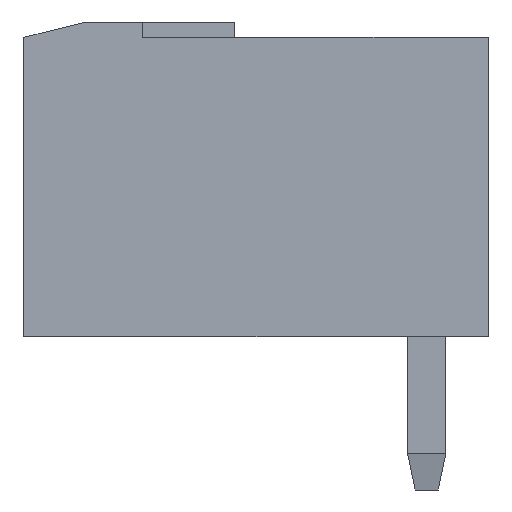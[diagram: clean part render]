
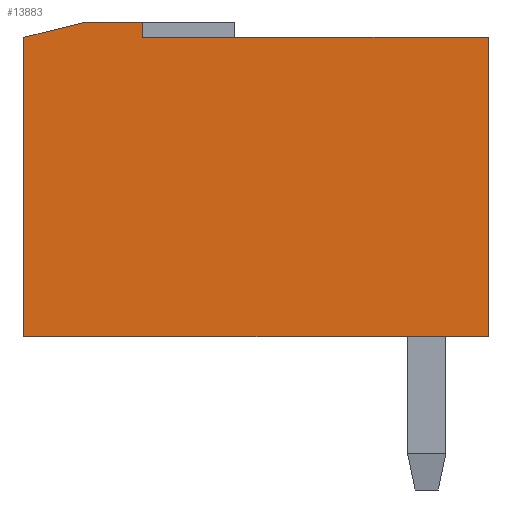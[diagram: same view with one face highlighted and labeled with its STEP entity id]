
A CAD part, left-side view. The second image highlights one B-rep face of the part: STEP entity #13883.
In plain terms, the highlighted planar face has unit normal (-1, 0, 0).
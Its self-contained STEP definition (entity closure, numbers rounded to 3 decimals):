
#918 = VECTOR ( 'NONE', #23458, 1000. ) ;
#2570 = CARTESIAN_POINT ( 'NONE',  ( -4.3, 10.5, 8.2 ) ) ;
#4000 = AXIS2_PLACEMENT_3D ( 'NONE', #41860, #20806, #11168 ) ;
#4156 = EDGE_CURVE ( 'NONE', #28233, #44209, #41620, .T. ) ;
#4157 = LINE ( 'NONE', #23949, #4366 ) ;
#4366 = VECTOR ( 'NONE', #10697, 1000. ) ;
#4844 = CARTESIAN_POINT ( 'NONE',  ( -4.3, 10.5, 8.2 ) ) ;
#5729 = CARTESIAN_POINT ( 'NONE',  ( -4.3, -8.907, 0. ) ) ;
#5800 = EDGE_CURVE ( 'NONE', #28233, #25178, #26641, .T. ) ;
#7755 = LINE ( 'NONE', #4844, #23303 ) ;
#8522 = ORIENTED_EDGE ( 'NONE', *, *, #8811, .T. ) ;
#8811 = EDGE_CURVE ( 'NONE', #14850, #18880, #7755, .T. ) ;
#9935 = ORIENTED_EDGE ( 'NONE', *, *, #5800, .F. ) ;
#10697 = DIRECTION ( 'NONE',  ( 0., 1., 0. ) ) ;
#10705 = FACE_OUTER_BOUND ( 'NONE', #18882, .T. ) ;
#10926 = VECTOR ( 'NONE', #23803, 1000. ) ;
#11168 = DIRECTION ( 'NONE',  ( 0., 0., 1. ) ) ;
#13804 = CARTESIAN_POINT ( 'NONE',  ( -4.3, 9., 7.8 ) ) ;
#13883 = ADVANCED_FACE ( 'NONE', ( #10705 ), #38478, .T. ) ;
#13967 = CARTESIAN_POINT ( 'NONE',  ( -4.3, 12.1, 0. ) ) ;
#14293 = VECTOR ( 'NONE', #28497, 1000. ) ;
#14850 = VERTEX_POINT ( 'NONE', #2570 ) ;
#18880 = VERTEX_POINT ( 'NONE', #24154 ) ;
#18882 = EDGE_LOOP ( 'NONE', ( #9935, #19607, #35592, #20141, #25847, #8522, #31103 ) ) ;
#19023 = EDGE_CURVE ( 'NONE', #44209, #24290, #39519, .T. ) ;
#19607 = ORIENTED_EDGE ( 'NONE', *, *, #4156, .T. ) ;
#20141 = ORIENTED_EDGE ( 'NONE', *, *, #22177, .T. ) ;
#20321 = VECTOR ( 'NONE', #35459, 1000. ) ;
#20806 = DIRECTION ( 'NONE',  ( -1., 0., 0. ) ) ;
#20926 = VERTEX_POINT ( 'NONE', #41273 ) ;
#22177 = EDGE_CURVE ( 'NONE', #24290, #20926, #30551, .T. ) ;
#23091 = EDGE_CURVE ( 'NONE', #25178, #18880, #27468, .T. ) ;
#23303 = VECTOR ( 'NONE', #42772, 1000. ) ;
#23458 = DIRECTION ( 'NONE',  ( 0., 1., 0. ) ) ;
#23803 = DIRECTION ( 'NONE',  ( 0., 0., 1. ) ) ;
#23949 = CARTESIAN_POINT ( 'NONE',  ( -4.3, 9., 8.2 ) ) ;
#24154 = CARTESIAN_POINT ( 'NONE',  ( -4.3, 12.1, 7.8 ) ) ;
#24290 = VERTEX_POINT ( 'NONE', #24735 ) ;
#24735 = CARTESIAN_POINT ( 'NONE',  ( -4.3, 9., 7.8 ) ) ;
#25178 = VERTEX_POINT ( 'NONE', #13967 ) ;
#25847 = ORIENTED_EDGE ( 'NONE', *, *, #39823, .T. ) ;
#26641 = LINE ( 'NONE', #5729, #918 ) ;
#27468 = LINE ( 'NONE', #34230, #10926 ) ;
#27503 = CARTESIAN_POINT ( 'NONE',  ( -4.3, 0., 0. ) ) ;
#28233 = VERTEX_POINT ( 'NONE', #27503 ) ;
#28497 = DIRECTION ( 'NONE',  ( 0., 1., 0. ) ) ;
#28934 = CARTESIAN_POINT ( 'NONE',  ( -4.3, -8.907, 7.8 ) ) ;
#30551 = LINE ( 'NONE', #13804, #43299 ) ;
#31103 = ORIENTED_EDGE ( 'NONE', *, *, #23091, .F. ) ;
#31879 = CARTESIAN_POINT ( 'NONE',  ( -4.3, 0., 0. ) ) ;
#34230 = CARTESIAN_POINT ( 'NONE',  ( -4.3, 12.1, 0. ) ) ;
#35459 = DIRECTION ( 'NONE',  ( 0., 0., 1. ) ) ;
#35592 = ORIENTED_EDGE ( 'NONE', *, *, #19023, .T. ) ;
#38478 = PLANE ( 'NONE',  #4000 ) ;
#39519 = LINE ( 'NONE', #28934, #14293 ) ;
#39823 = EDGE_CURVE ( 'NONE', #20926, #14850, #4157, .T. ) ;
#40310 = CARTESIAN_POINT ( 'NONE',  ( -4.3, 0., 7.8 ) ) ;
#41273 = CARTESIAN_POINT ( 'NONE',  ( -4.3, 9., 8.2 ) ) ;
#41395 = DIRECTION ( 'NONE',  ( 0., 0., 1. ) ) ;
#41620 = LINE ( 'NONE', #31879, #20321 ) ;
#41860 = CARTESIAN_POINT ( 'NONE',  ( -4.3, -8.907, 0. ) ) ;
#42772 = DIRECTION ( 'NONE',  ( 0., 0.97, -0.243 ) ) ;
#43299 = VECTOR ( 'NONE', #41395, 1000. ) ;
#44209 = VERTEX_POINT ( 'NONE', #40310 ) ;
